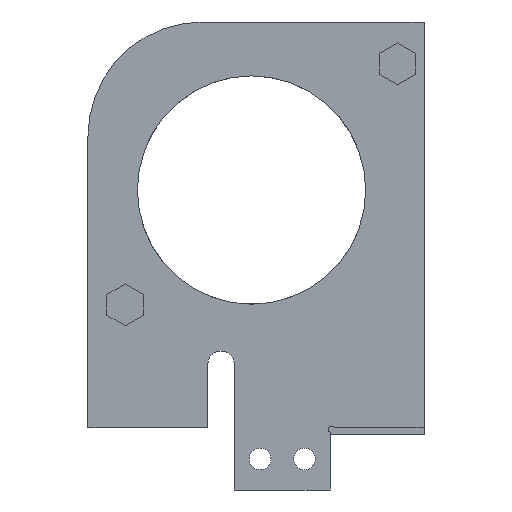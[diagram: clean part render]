
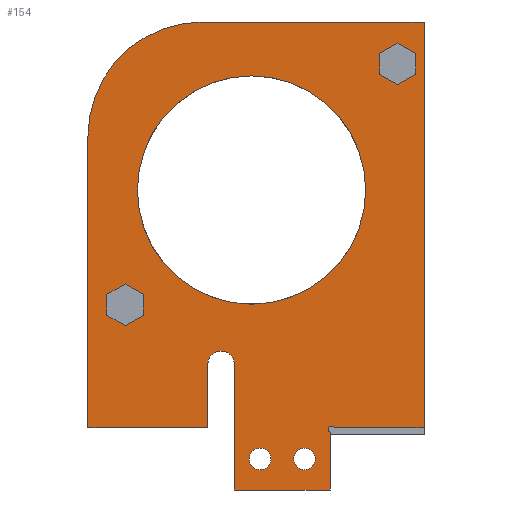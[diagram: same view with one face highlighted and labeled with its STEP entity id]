
A CAD part, left-side view. The second image highlights one B-rep face of the part: STEP entity #154.
In plain terms, the highlighted planar face has unit normal (-1, 0, 0).
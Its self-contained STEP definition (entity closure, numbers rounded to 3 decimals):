
#55 = VERTEX_POINT('',#56);
#56 = CARTESIAN_POINT('',(-5.,24.55,4.1));
#62 = EDGE_CURVE('',#55,#55,#63,.T.);
#63 = CIRCLE('',#64,1.7);
#64 = AXIS2_PLACEMENT_3D('',#65,#66,#67);
#65 = CARTESIAN_POINT('',(-5.,22.85,4.1));
#66 = DIRECTION('',(1.,0.,0.));
#67 = DIRECTION('',(0.,1.,0.));
#82 = VERTEX_POINT('',#83);
#83 = CARTESIAN_POINT('',(-5.,26.9,-0.8));
#89 = EDGE_CURVE('',#82,#90,#92,.T.);
#90 = VERTEX_POINT('',#91);
#91 = CARTESIAN_POINT('',(-5.,11.8,-0.8));
#92 = LINE('',#93,#94);
#93 = CARTESIAN_POINT('',(-5.,26.9,-0.8));
#94 = VECTOR('',#95,1.);
#95 = DIRECTION('',(0.,-1.,0.));
#120 = EDGE_CURVE('',#90,#121,#123,.T.);
#121 = VERTEX_POINT('',#122);
#122 = CARTESIAN_POINT('',(-5.,11.8,8.335));
#123 = LINE('',#124,#125);
#124 = CARTESIAN_POINT('',(-5.,11.8,-0.8));
#125 = VECTOR('',#126,1.);
#126 = DIRECTION('',(0.,0.,1.));
#154 = ADVANCED_FACE('',(#155,#240,#251,#301,#304,#354),#365,.T.);
#155 = FACE_BOUND('',#156,.T.);
#156 = EDGE_LOOP('',(#157,#168,#176,#184,#192,#201,#207,#208,#209,#218,
    #226,#234));
#157 = ORIENTED_EDGE('',*,*,#158,.F.);
#158 = EDGE_CURVE('',#159,#161,#163,.T.);
#159 = VERTEX_POINT('',#160);
#160 = CARTESIAN_POINT('',(-5.,50.,55.));
#161 = VERTEX_POINT('',#162);
#162 = CARTESIAN_POINT('',(-5.,32.,73.));
#163 = CIRCLE('',#164,18.);
#164 = AXIS2_PLACEMENT_3D('',#165,#166,#167);
#165 = CARTESIAN_POINT('',(-5.,32.,55.));
#166 = DIRECTION('',(1.,0.,0.));
#167 = DIRECTION('',(0.,1.,0.));
#168 = ORIENTED_EDGE('',*,*,#169,.T.);
#169 = EDGE_CURVE('',#159,#170,#172,.T.);
#170 = VERTEX_POINT('',#171);
#171 = CARTESIAN_POINT('',(-5.,50.,9.));
#172 = LINE('',#173,#174);
#173 = CARTESIAN_POINT('',(-5.,50.,55.));
#174 = VECTOR('',#175,1.);
#175 = DIRECTION('',(0.,0.,-1.));
#176 = ORIENTED_EDGE('',*,*,#177,.T.);
#177 = EDGE_CURVE('',#170,#178,#180,.T.);
#178 = VERTEX_POINT('',#179);
#179 = CARTESIAN_POINT('',(-5.,31.1,9.));
#180 = LINE('',#181,#182);
#181 = CARTESIAN_POINT('',(-5.,50.,9.));
#182 = VECTOR('',#183,1.);
#183 = DIRECTION('',(0.,-1.,0.));
#184 = ORIENTED_EDGE('',*,*,#185,.F.);
#185 = EDGE_CURVE('',#186,#178,#188,.T.);
#186 = VERTEX_POINT('',#187);
#187 = CARTESIAN_POINT('',(-5.,31.1,19.));
#188 = LINE('',#189,#190);
#189 = CARTESIAN_POINT('',(-5.,31.1,22.119));
#190 = VECTOR('',#191,1.);
#191 = DIRECTION('',(0.,0.,-1.));
#192 = ORIENTED_EDGE('',*,*,#193,.T.);
#193 = EDGE_CURVE('',#186,#194,#196,.T.);
#194 = VERTEX_POINT('',#195);
#195 = CARTESIAN_POINT('',(-5.,26.9,19.));
#196 = CIRCLE('',#197,2.1);
#197 = AXIS2_PLACEMENT_3D('',#198,#199,#200);
#198 = CARTESIAN_POINT('',(-5.,29.,19.));
#199 = DIRECTION('',(1.,0.,0.));
#200 = DIRECTION('',(0.,1.,0.));
#201 = ORIENTED_EDGE('',*,*,#202,.F.);
#202 = EDGE_CURVE('',#82,#194,#203,.T.);
#203 = LINE('',#204,#205);
#204 = CARTESIAN_POINT('',(-5.,26.9,27.619));
#205 = VECTOR('',#206,1.);
#206 = DIRECTION('',(0.,0.,1.));
#207 = ORIENTED_EDGE('',*,*,#89,.T.);
#208 = ORIENTED_EDGE('',*,*,#120,.T.);
#209 = ORIENTED_EDGE('',*,*,#210,.T.);
#210 = EDGE_CURVE('',#121,#211,#213,.T.);
#211 = VERTEX_POINT('',#212);
#212 = CARTESIAN_POINT('',(-5.,11.135,9.));
#213 = CIRCLE('',#214,0.5);
#214 = AXIS2_PLACEMENT_3D('',#215,#216,#217);
#215 = CARTESIAN_POINT('',(-5.,11.588,8.788));
#216 = DIRECTION('',(1.,0.,0.));
#217 = DIRECTION('',(0.,1.,0.));
#218 = ORIENTED_EDGE('',*,*,#219,.T.);
#219 = EDGE_CURVE('',#211,#220,#222,.T.);
#220 = VERTEX_POINT('',#221);
#221 = CARTESIAN_POINT('',(-5.,-3.,9.));
#222 = LINE('',#223,#224);
#223 = CARTESIAN_POINT('',(-5.,11.135,9.));
#224 = VECTOR('',#225,1.);
#225 = DIRECTION('',(0.,-1.,0.));
#226 = ORIENTED_EDGE('',*,*,#227,.T.);
#227 = EDGE_CURVE('',#220,#228,#230,.T.);
#228 = VERTEX_POINT('',#229);
#229 = CARTESIAN_POINT('',(-5.,-3.,73.));
#230 = LINE('',#231,#232);
#231 = CARTESIAN_POINT('',(-5.,-3.,9.));
#232 = VECTOR('',#233,1.);
#233 = DIRECTION('',(0.,0.,1.));
#234 = ORIENTED_EDGE('',*,*,#235,.T.);
#235 = EDGE_CURVE('',#228,#161,#236,.T.);
#236 = LINE('',#237,#238);
#237 = CARTESIAN_POINT('',(-5.,-3.,73.));
#238 = VECTOR('',#239,1.);
#239 = DIRECTION('',(0.,1.,0.));
#240 = FACE_BOUND('',#241,.T.);
#241 = EDGE_LOOP('',(#242));
#242 = ORIENTED_EDGE('',*,*,#243,.T.);
#243 = EDGE_CURVE('',#244,#244,#246,.T.);
#244 = VERTEX_POINT('',#245);
#245 = CARTESIAN_POINT('',(-5.,42.2,46.5));
#246 = CIRCLE('',#247,18.);
#247 = AXIS2_PLACEMENT_3D('',#248,#249,#250);
#248 = CARTESIAN_POINT('',(-5.,24.2,46.5));
#249 = DIRECTION('',(1.,0.,0.));
#250 = DIRECTION('',(0.,1.,0.));
#251 = FACE_BOUND('',#252,.T.);
#252 = EDGE_LOOP('',(#253,#263,#271,#279,#287,#295));
#253 = ORIENTED_EDGE('',*,*,#254,.T.);
#254 = EDGE_CURVE('',#255,#257,#259,.T.);
#255 = VERTEX_POINT('',#256);
#256 = CARTESIAN_POINT('',(-5.,47.,30.045));
#257 = VERTEX_POINT('',#258);
#258 = CARTESIAN_POINT('',(-5.,44.15,31.691));
#259 = LINE('',#260,#261);
#260 = CARTESIAN_POINT('',(-5.,47.,30.045));
#261 = VECTOR('',#262,1.);
#262 = DIRECTION('',(0.,-0.866,0.5));
#263 = ORIENTED_EDGE('',*,*,#264,.T.);
#264 = EDGE_CURVE('',#257,#265,#267,.T.);
#265 = VERTEX_POINT('',#266);
#266 = CARTESIAN_POINT('',(-5.,41.3,30.045));
#267 = LINE('',#268,#269);
#268 = CARTESIAN_POINT('',(-5.,44.15,31.691));
#269 = VECTOR('',#270,1.);
#270 = DIRECTION('',(0.,-0.866,-0.5));
#271 = ORIENTED_EDGE('',*,*,#272,.T.);
#272 = EDGE_CURVE('',#265,#273,#275,.T.);
#273 = VERTEX_POINT('',#274);
#274 = CARTESIAN_POINT('',(-5.,41.3,26.755));
#275 = LINE('',#276,#277);
#276 = CARTESIAN_POINT('',(-5.,41.3,30.045));
#277 = VECTOR('',#278,1.);
#278 = DIRECTION('',(0.,0.,-1.));
#279 = ORIENTED_EDGE('',*,*,#280,.T.);
#280 = EDGE_CURVE('',#273,#281,#283,.T.);
#281 = VERTEX_POINT('',#282);
#282 = CARTESIAN_POINT('',(-5.,44.15,25.109));
#283 = LINE('',#284,#285);
#284 = CARTESIAN_POINT('',(-5.,41.3,26.755));
#285 = VECTOR('',#286,1.);
#286 = DIRECTION('',(0.,0.866,-0.5));
#287 = ORIENTED_EDGE('',*,*,#288,.T.);
#288 = EDGE_CURVE('',#281,#289,#291,.T.);
#289 = VERTEX_POINT('',#290);
#290 = CARTESIAN_POINT('',(-5.,47.,26.755));
#291 = LINE('',#292,#293);
#292 = CARTESIAN_POINT('',(-5.,44.15,25.109));
#293 = VECTOR('',#294,1.);
#294 = DIRECTION('',(0.,0.866,0.5));
#295 = ORIENTED_EDGE('',*,*,#296,.T.);
#296 = EDGE_CURVE('',#289,#255,#297,.T.);
#297 = LINE('',#298,#299);
#298 = CARTESIAN_POINT('',(-5.,47.,26.755));
#299 = VECTOR('',#300,1.);
#300 = DIRECTION('',(0.,0.,1.));
#301 = FACE_BOUND('',#302,.T.);
#302 = EDGE_LOOP('',(#303));
#303 = ORIENTED_EDGE('',*,*,#62,.T.);
#304 = FACE_BOUND('',#305,.T.);
#305 = EDGE_LOOP('',(#306,#316,#324,#332,#340,#348));
#306 = ORIENTED_EDGE('',*,*,#307,.T.);
#307 = EDGE_CURVE('',#308,#310,#312,.T.);
#308 = VERTEX_POINT('',#309);
#309 = CARTESIAN_POINT('',(-5.,-1.7,68.045));
#310 = VERTEX_POINT('',#311);
#311 = CARTESIAN_POINT('',(-5.,-1.7,64.755));
#312 = LINE('',#313,#314);
#313 = CARTESIAN_POINT('',(-5.,-1.7,68.045));
#314 = VECTOR('',#315,1.);
#315 = DIRECTION('',(0.,0.,-1.));
#316 = ORIENTED_EDGE('',*,*,#317,.T.);
#317 = EDGE_CURVE('',#310,#318,#320,.T.);
#318 = VERTEX_POINT('',#319);
#319 = CARTESIAN_POINT('',(-5.,1.15,63.109));
#320 = LINE('',#321,#322);
#321 = CARTESIAN_POINT('',(-5.,-1.7,64.755));
#322 = VECTOR('',#323,1.);
#323 = DIRECTION('',(0.,0.866,-0.5));
#324 = ORIENTED_EDGE('',*,*,#325,.T.);
#325 = EDGE_CURVE('',#318,#326,#328,.T.);
#326 = VERTEX_POINT('',#327);
#327 = CARTESIAN_POINT('',(-5.,4.,64.755));
#328 = LINE('',#329,#330);
#329 = CARTESIAN_POINT('',(-5.,1.15,63.109));
#330 = VECTOR('',#331,1.);
#331 = DIRECTION('',(0.,0.866,0.5));
#332 = ORIENTED_EDGE('',*,*,#333,.T.);
#333 = EDGE_CURVE('',#326,#334,#336,.T.);
#334 = VERTEX_POINT('',#335);
#335 = CARTESIAN_POINT('',(-5.,4.,68.045));
#336 = LINE('',#337,#338);
#337 = CARTESIAN_POINT('',(-5.,4.,64.755));
#338 = VECTOR('',#339,1.);
#339 = DIRECTION('',(0.,0.,1.));
#340 = ORIENTED_EDGE('',*,*,#341,.T.);
#341 = EDGE_CURVE('',#334,#342,#344,.T.);
#342 = VERTEX_POINT('',#343);
#343 = CARTESIAN_POINT('',(-5.,1.15,69.691));
#344 = LINE('',#345,#346);
#345 = CARTESIAN_POINT('',(-5.,4.,68.045));
#346 = VECTOR('',#347,1.);
#347 = DIRECTION('',(0.,-0.866,0.5));
#348 = ORIENTED_EDGE('',*,*,#349,.T.);
#349 = EDGE_CURVE('',#342,#308,#350,.T.);
#350 = LINE('',#351,#352);
#351 = CARTESIAN_POINT('',(-5.,1.15,69.691));
#352 = VECTOR('',#353,1.);
#353 = DIRECTION('',(0.,-0.866,-0.5));
#354 = FACE_BOUND('',#355,.T.);
#355 = EDGE_LOOP('',(#356));
#356 = ORIENTED_EDGE('',*,*,#357,.T.);
#357 = EDGE_CURVE('',#358,#358,#360,.T.);
#358 = VERTEX_POINT('',#359);
#359 = CARTESIAN_POINT('',(-5.,17.55,4.1));
#360 = CIRCLE('',#361,1.7);
#361 = AXIS2_PLACEMENT_3D('',#362,#363,#364);
#362 = CARTESIAN_POINT('',(-5.,15.85,4.1));
#363 = DIRECTION('',(1.,0.,0.));
#364 = DIRECTION('',(0.,1.,0.));
#365 = PLANE('',#366);
#366 = AXIS2_PLACEMENT_3D('',#367,#368,#369);
#367 = CARTESIAN_POINT('',(-5.,22.166,36.238));
#368 = DIRECTION('',(-1.,0.,0.));
#369 = DIRECTION('',(0.,0.,-1.));
